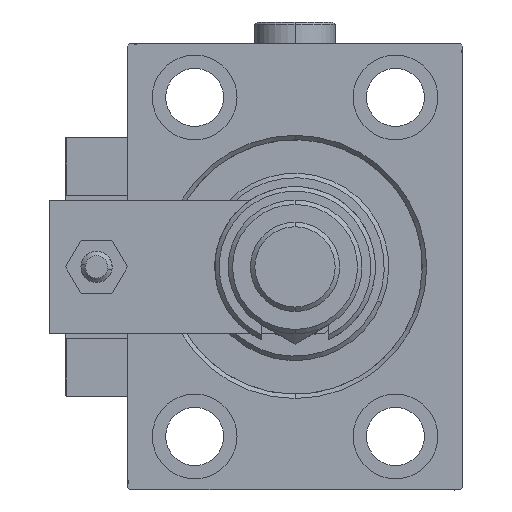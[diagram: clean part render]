
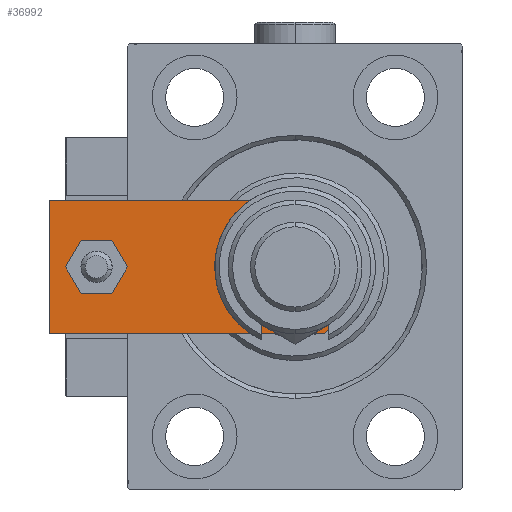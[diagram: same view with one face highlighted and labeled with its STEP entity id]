
A CAD part, left-side view. The second image highlights one B-rep face of the part: STEP entity #36992.
In plain terms, the highlighted face is planar.
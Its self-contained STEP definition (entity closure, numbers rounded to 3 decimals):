
#7 = ORIENTED_EDGE ( 'NONE', *, *, #49313, .T. ) ;
#265 = CIRCLE ( 'NONE', #21297, 10. ) ;
#1305 = DIRECTION ( 'NONE',  ( 1., 0., 0. ) ) ;
#2066 = CARTESIAN_POINT ( 'NONE',  ( 10., 15., 8. ) ) ;
#3198 = VECTOR ( 'NONE', #3682, 1000. ) ;
#3682 = DIRECTION ( 'NONE',  ( 0., 1., 0. ) ) ;
#5444 = CARTESIAN_POINT ( 'NONE',  ( 0., 59.5, 8. ) ) ;
#5965 = DIRECTION ( 'NONE',  ( 1., 0., 0. ) ) ;
#6671 = PLANE ( 'NONE',  #37695 ) ;
#6807 = VERTEX_POINT ( 'NONE', #8916 ) ;
#7662 = EDGE_CURVE ( 'NONE', #41102, #25767, #11320, .T. ) ;
#7858 = VERTEX_POINT ( 'NONE', #20180 ) ;
#7919 = VERTEX_POINT ( 'NONE', #37463 ) ;
#8078 = LINE ( 'NONE', #49248, #3198 ) ;
#8916 = CARTESIAN_POINT ( 'NONE',  ( 6.5, 0., 8. ) ) ;
#10509 = DIRECTION ( 'NONE',  ( 0., 0., 1. ) ) ;
#11320 = CIRCLE ( 'NONE', #40225, 10. ) ;
#12695 = EDGE_LOOP ( 'NONE', ( #21467, #21212, #7, #42386, #34959, #39743 ) ) ;
#13353 = CARTESIAN_POINT ( 'NONE',  ( 0., 59.5, 8. ) ) ;
#13855 = EDGE_CURVE ( 'NONE', #6807, #18370, #18009, .T. ) ;
#13875 = EDGE_CURVE ( 'NONE', #7858, #52206, #47635, .T. ) ;
#14404 = EDGE_CURVE ( 'NONE', #7919, #7858, #52821, .T. ) ;
#14503 = CARTESIAN_POINT ( 'NONE',  ( -10., 15., 8. ) ) ;
#16015 = EDGE_LOOP ( 'NONE', ( #35792, #48033 ) ) ;
#16021 = VECTOR ( 'NONE', #44958, 1000. ) ;
#16579 = VERTEX_POINT ( 'NONE', #42198 ) ;
#18009 = LINE ( 'NONE', #33178, #27165 ) ;
#18370 = VERTEX_POINT ( 'NONE', #48370 ) ;
#19272 = VERTEX_POINT ( 'NONE', #34740 ) ;
#19339 = CARTESIAN_POINT ( 'NONE',  ( -15., 8.5, 8. ) ) ;
#20180 = CARTESIAN_POINT ( 'NONE',  ( -15., 70., 8. ) ) ;
#21212 = ORIENTED_EDGE ( 'NONE', *, *, #45742, .T. ) ;
#21297 = AXIS2_PLACEMENT_3D ( 'NONE', #33829, #46986, #51132 ) ;
#21467 = ORIENTED_EDGE ( 'NONE', *, *, #13875, .T. ) ;
#21554 = EDGE_CURVE ( 'NONE', #24881, #16579, #44229, .T. ) ;
#23447 = EDGE_LOOP ( 'NONE', ( #33761, #41116 ) ) ;
#23831 = CARTESIAN_POINT ( 'NONE',  ( -15., 0., 8. ) ) ;
#24067 = LINE ( 'NONE', #49593, #44901 ) ;
#24881 = VERTEX_POINT ( 'NONE', #50527 ) ;
#25767 = VERTEX_POINT ( 'NONE', #2066 ) ;
#25842 = EDGE_CURVE ( 'NONE', #18370, #7919, #8078, .T. ) ;
#26601 = EDGE_CURVE ( 'NONE', #16579, #24881, #35696, .T. ) ;
#26775 = DIRECTION ( 'NONE',  ( 0., -1., 0. ) ) ;
#26951 = FACE_BOUND ( 'NONE', #23447, .T. ) ;
#27165 = VECTOR ( 'NONE', #34754, 1000. ) ;
#27233 = DIRECTION ( 'NONE',  ( 1., 0., 0. ) ) ;
#31378 = CARTESIAN_POINT ( 'NONE',  ( 15., 70., 8. ) ) ;
#31620 = FACE_OUTER_BOUND ( 'NONE', #12695, .T. ) ;
#33178 = CARTESIAN_POINT ( 'NONE',  ( 3.25, -3.25, 8. ) ) ;
#33761 = ORIENTED_EDGE ( 'NONE', *, *, #7662, .F. ) ;
#33829 = CARTESIAN_POINT ( 'NONE',  ( 0., 15., 8. ) ) ;
#34482 = DIRECTION ( 'NONE',  ( 0., 0., 1. ) ) ;
#34503 = CARTESIAN_POINT ( 'NONE',  ( 0., 15., 8. ) ) ;
#34740 = CARTESIAN_POINT ( 'NONE',  ( -6.5, 0., 8. ) ) ;
#34754 = DIRECTION ( 'NONE',  ( 0.707, 0.707, 0. ) ) ;
#34959 = ORIENTED_EDGE ( 'NONE', *, *, #25842, .T. ) ;
#35070 = DIRECTION ( 'NONE',  ( 0., 0., 1. ) ) ;
#35229 = DIRECTION ( 'NONE',  ( -1., 0., 0. ) ) ;
#35696 = CIRCLE ( 'NONE', #40930, 4. ) ;
#35792 = ORIENTED_EDGE ( 'NONE', *, *, #26601, .F. ) ;
#36992 = ADVANCED_FACE ( 'NONE', ( #40666, #31620, #26951 ), #6671, .T. ) ;
#37463 = CARTESIAN_POINT ( 'NONE',  ( 15., 70., 8. ) ) ;
#37686 = VECTOR ( 'NONE', #26775, 1000. ) ;
#37695 = AXIS2_PLACEMENT_3D ( 'NONE', #40138, #10509, #27233 ) ;
#39124 = DIRECTION ( 'NONE',  ( 1., 0., 0. ) ) ;
#39743 = ORIENTED_EDGE ( 'NONE', *, *, #14404, .T. ) ;
#40055 = LINE ( 'NONE', #23831, #16021 ) ;
#40138 = CARTESIAN_POINT ( 'NONE',  ( 0., 0., 8. ) ) ;
#40225 = AXIS2_PLACEMENT_3D ( 'NONE', #34503, #46846, #5965 ) ;
#40666 = FACE_BOUND ( 'NONE', #16015, .T. ) ;
#40930 = AXIS2_PLACEMENT_3D ( 'NONE', #13353, #34482, #39124 ) ;
#41102 = VERTEX_POINT ( 'NONE', #14503 ) ;
#41116 = ORIENTED_EDGE ( 'NONE', *, *, #50079, .F. ) ;
#42082 = VECTOR ( 'NONE', #35229, 1000. ) ;
#42198 = CARTESIAN_POINT ( 'NONE',  ( -4., 59.5, 8. ) ) ;
#42386 = ORIENTED_EDGE ( 'NONE', *, *, #13855, .T. ) ;
#44229 = CIRCLE ( 'NONE', #53878, 4. ) ;
#44901 = VECTOR ( 'NONE', #52946, 1000. ) ;
#44958 = DIRECTION ( 'NONE',  ( 1., 0., 0. ) ) ;
#45742 = EDGE_CURVE ( 'NONE', #52206, #19272, #24067, .T. ) ;
#46846 = DIRECTION ( 'NONE',  ( 0., 0., 1. ) ) ;
#46986 = DIRECTION ( 'NONE',  ( 0., 0., 1. ) ) ;
#47635 = LINE ( 'NONE', #47914, #37686 ) ;
#47914 = CARTESIAN_POINT ( 'NONE',  ( -15., 70., 8. ) ) ;
#48033 = ORIENTED_EDGE ( 'NONE', *, *, #21554, .F. ) ;
#48370 = CARTESIAN_POINT ( 'NONE',  ( 15., 8.5, 8. ) ) ;
#49248 = CARTESIAN_POINT ( 'NONE',  ( 15., 0., 8. ) ) ;
#49313 = EDGE_CURVE ( 'NONE', #19272, #6807, #40055, .T. ) ;
#49593 = CARTESIAN_POINT ( 'NONE',  ( -3.25, -3.25, 8. ) ) ;
#50079 = EDGE_CURVE ( 'NONE', #25767, #41102, #265, .T. ) ;
#50527 = CARTESIAN_POINT ( 'NONE',  ( 4., 59.5, 8. ) ) ;
#51132 = DIRECTION ( 'NONE',  ( 1., 0., 0. ) ) ;
#52206 = VERTEX_POINT ( 'NONE', #19339 ) ;
#52821 = LINE ( 'NONE', #31378, #42082 ) ;
#52946 = DIRECTION ( 'NONE',  ( 0.707, -0.707, 0. ) ) ;
#53878 = AXIS2_PLACEMENT_3D ( 'NONE', #5444, #35070, #1305 ) ;
